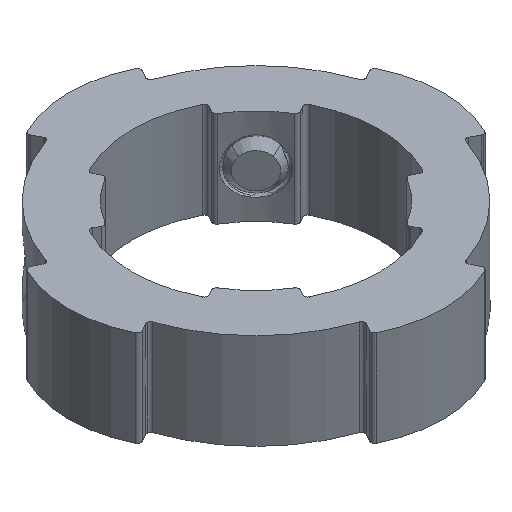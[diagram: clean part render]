
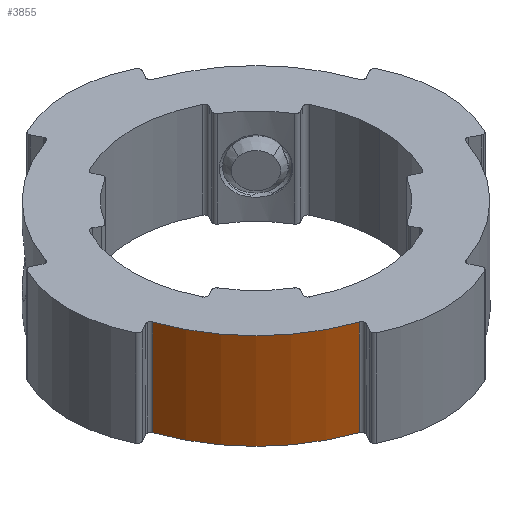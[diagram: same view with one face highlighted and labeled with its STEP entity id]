
A CAD part, isometric view. The second image highlights one B-rep face of the part: STEP entity #3855.
In plain terms, the highlighted cylindrical face has radius 19 mm (diameter 38 mm), a partial arc.
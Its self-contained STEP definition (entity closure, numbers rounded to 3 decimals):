
#486 = DIRECTION ( 'NONE',  ( -0.947, -0.323, 0. ) ) ;
#731 = DIRECTION ( 'NONE',  ( 1., 0., 0. ) ) ;
#919 = VERTEX_POINT ( 'NONE', #4428 ) ;
#955 = LINE ( 'NONE', #3115, #12253 ) ;
#1257 = CIRCLE ( 'NONE', #5057, 19. ) ;
#1268 = ORIENTED_EDGE ( 'NONE', *, *, #10884, .T. ) ;
#1316 = CARTESIAN_POINT ( 'NONE',  ( 0., 0., -5.5 ) ) ;
#1570 = CARTESIAN_POINT ( 'NONE',  ( 0., 0., 16.5 ) ) ;
#1587 = EDGE_LOOP ( 'NONE', ( #10851, #13167, #9287, #1268 ) ) ;
#2033 = AXIS2_PLACEMENT_3D ( 'NONE', #1570, #2823, #731 ) ;
#2541 = CYLINDRICAL_SURFACE ( 'NONE', #2033, 19. ) ;
#2823 = DIRECTION ( 'NONE',  ( 0., 0., 1. ) ) ;
#3019 = VERTEX_POINT ( 'NONE', #3752 ) ;
#3115 = CARTESIAN_POINT ( 'NONE',  ( -6.131, -17.984, -5.5 ) ) ;
#3247 = EDGE_CURVE ( 'NONE', #5825, #10380, #955, .T. ) ;
#3752 = CARTESIAN_POINT ( 'NONE',  ( -17.984, -6.131, 5.5 ) ) ;
#3855 = ADVANCED_FACE ( 'NONE', ( #5870 ), #2541, .T. ) ;
#4367 = DIRECTION ( 'NONE',  ( 0., 0., 1. ) ) ;
#4428 = CARTESIAN_POINT ( 'NONE',  ( -17.984, -6.131, -5.5 ) ) ;
#4872 = LINE ( 'NONE', #11404, #7933 ) ;
#4979 = EDGE_CURVE ( 'NONE', #919, #3019, #4872, .T. ) ;
#5057 = AXIS2_PLACEMENT_3D ( 'NONE', #7950, #12458, #6812 ) ;
#5101 = CIRCLE ( 'NONE', #11494, 19. ) ;
#5825 = VERTEX_POINT ( 'NONE', #9472 ) ;
#5870 = FACE_OUTER_BOUND ( 'NONE', #1587, .T. ) ;
#5987 = DIRECTION ( 'NONE',  ( 0., 0., 1. ) ) ;
#6366 = EDGE_CURVE ( 'NONE', #919, #5825, #5101, .T. ) ;
#6812 = DIRECTION ( 'NONE',  ( -0.323, -0.947, 0. ) ) ;
#7933 = VECTOR ( 'NONE', #9332, 1000. ) ;
#7950 = CARTESIAN_POINT ( 'NONE',  ( 0., 0., 5.5 ) ) ;
#9287 = ORIENTED_EDGE ( 'NONE', *, *, #3247, .T. ) ;
#9332 = DIRECTION ( 'NONE',  ( 0., 0., 1. ) ) ;
#9472 = CARTESIAN_POINT ( 'NONE',  ( -6.131, -17.984, -5.5 ) ) ;
#10380 = VERTEX_POINT ( 'NONE', #11616 ) ;
#10851 = ORIENTED_EDGE ( 'NONE', *, *, #4979, .F. ) ;
#10884 = EDGE_CURVE ( 'NONE', #10380, #3019, #1257, .T. ) ;
#11404 = CARTESIAN_POINT ( 'NONE',  ( -17.984, -6.131, -5.5 ) ) ;
#11494 = AXIS2_PLACEMENT_3D ( 'NONE', #1316, #5987, #486 ) ;
#11616 = CARTESIAN_POINT ( 'NONE',  ( -6.131, -17.984, 5.5 ) ) ;
#12253 = VECTOR ( 'NONE', #4367, 1000. ) ;
#12458 = DIRECTION ( 'NONE',  ( 0., 0., -1. ) ) ;
#13167 = ORIENTED_EDGE ( 'NONE', *, *, #6366, .T. ) ;
